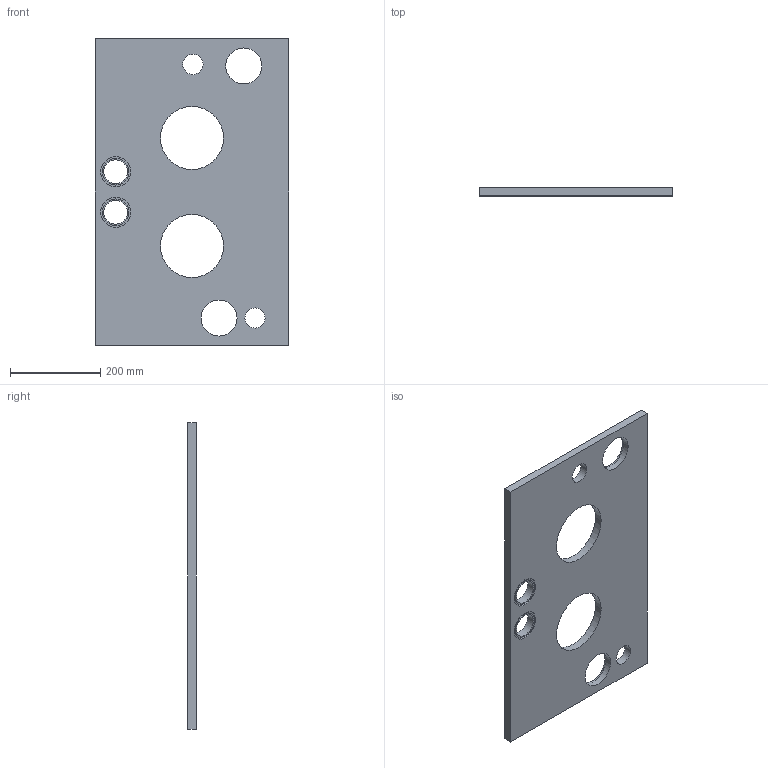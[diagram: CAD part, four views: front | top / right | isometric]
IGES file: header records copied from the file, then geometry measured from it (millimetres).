
Start section:  PTC IGES file: mice1-4-005.igs
Global section: file name: mice1-4-005.igs; native system: Pro/ENGINEER by Parametric Technology Corporation; preprocessor: 2004110; author: liuxiaokun; organization: Unknown; date: 080428.080941; units: millimetre
Bounding box: 429 x 18 x 680 mm (x, y, z)
Volume: 4349268.9 mm3; surface area: 574728.4 mm2
Topology: 1 solids, 1 shells, 58 faces, 132 edges, 88 vertices
Faces by surface type: revolution 40, bspline 18
